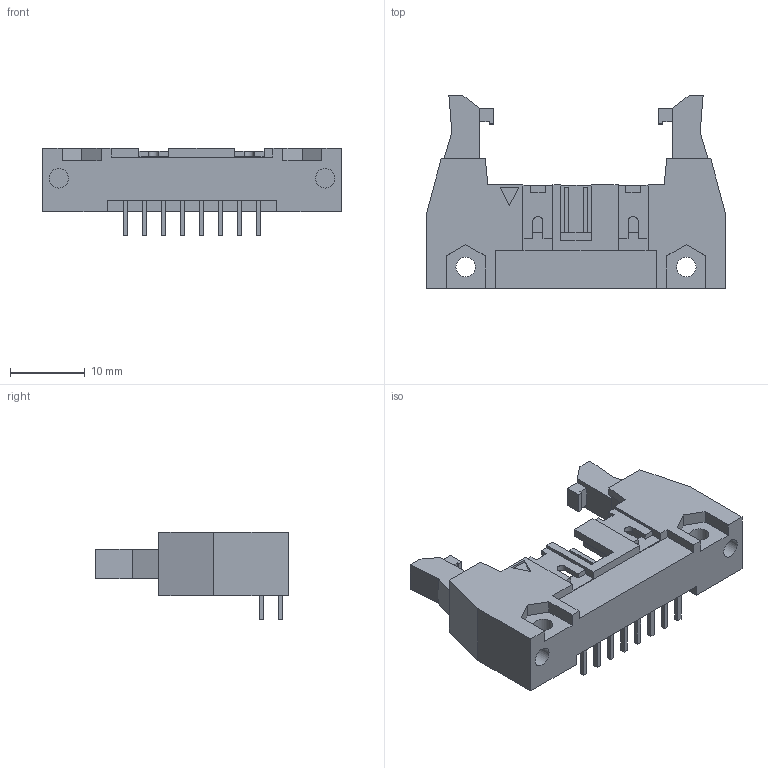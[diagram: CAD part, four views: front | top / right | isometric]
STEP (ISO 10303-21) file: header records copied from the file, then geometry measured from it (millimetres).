
FILE_DESCRIPTION((' '),'2;1');
FILE_NAME( '09185166903.stp', '2022-09-02T09:18:49', (' '), ('--- Datakit www.datakit.com---'), ' Datakit CrossCadWare V2022.3 Jun 15 2022', 'DATAKIT 2022 (c)', ' ');
FILE_SCHEMA(('AP242_MANAGED_MODEL_BASED_3D_ENGINEERING_MIM_LF { 1 0 10303 442 1 1 4 }'));
Length unit declared in the file: millimetre
Products named in the file (1): 09185166903
Bounding box: 39.9 x 25.75 x 11.7 mm (x, y, z)
Volume: 3732 mm3; surface area: 3510.6 mm2
Topology: 1 solids, 1 shells, 334 faces, 825 edges, 526 vertices
Faces by surface type: plane 328, cylinder 6
Full cylindrical faces by diameter (mm): 2.6 x4
Entity records: 9957 total; most frequent: CARTESIAN_POINT 1682, ORIENTED_EDGE 1642, DIRECTION 1503, EDGE_CURVE 821, VECTOR 809, LINE 809, VERTEX_POINT 526, EDGE_LOOP 379
